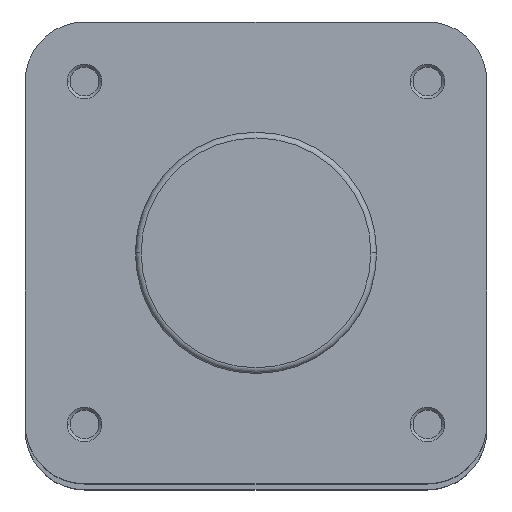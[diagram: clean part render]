
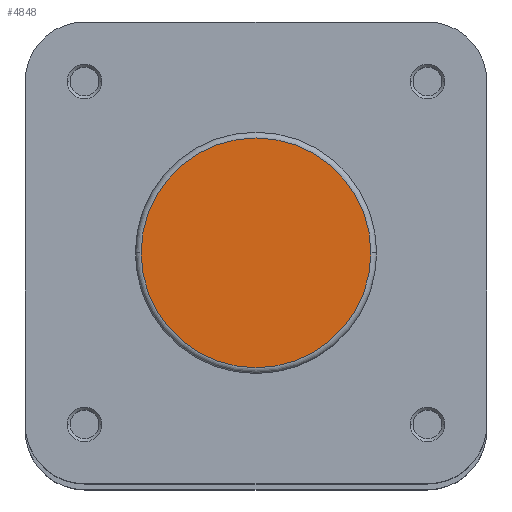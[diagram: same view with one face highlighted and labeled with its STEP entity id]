
A CAD part, top view. The second image highlights one B-rep face of the part: STEP entity #4848.
In plain terms, the highlighted planar face has unit normal (0, 0, 1).
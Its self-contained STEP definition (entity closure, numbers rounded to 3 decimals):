
#245 = CIRCLE ( 'NONE', #1535, 19.9 ) ;
#322 = CIRCLE ( 'NONE', #1559, 19.9 ) ;
#1085 = EDGE_CURVE ( 'NONE', #4418, #4416, #245, .T. ) ;
#1137 = EDGE_CURVE ( 'NONE', #4416, #4418, #322, .T. ) ;
#1535 = AXIS2_PLACEMENT_3D ( 'NONE', #4226, #4225, #4224 ) ;
#1559 = AXIS2_PLACEMENT_3D ( 'NONE', #1924, #1931, #1932 ) ;
#1924 = CARTESIAN_POINT ( 'NONE',  ( 0., 0., 0. ) ) ;
#1931 = DIRECTION ( 'NONE',  ( 0., 0., 1. ) ) ;
#1932 = DIRECTION ( 'NONE',  ( -1., 0., 0. ) ) ;
#2953 = CARTESIAN_POINT ( 'NONE',  ( -19.9, 0., 0. ) ) ;
#2955 = CARTESIAN_POINT ( 'NONE',  ( 19.9, 0., 0. ) ) ;
#3221 = ORIENTED_EDGE ( 'NONE', *, *, #1085, .T. ) ;
#3222 = ORIENTED_EDGE ( 'NONE', *, *, #1137, .T. ) ;
#4107 = EDGE_LOOP ( 'NONE', ( #3222, #3221 ) ) ;
#4224 = DIRECTION ( 'NONE',  ( -1., 0., 0. ) ) ;
#4225 = DIRECTION ( 'NONE',  ( 0., 0., 1. ) ) ;
#4226 = CARTESIAN_POINT ( 'NONE',  ( 0., 0., 0. ) ) ;
#4416 = VERTEX_POINT ( 'NONE', #2953 ) ;
#4418 = VERTEX_POINT ( 'NONE', #2955 ) ;
#4848 = ADVANCED_FACE ( 'NONE', ( #6166 ), #5704, .F. ) ;
#5704 = PLANE ( 'NONE',  #6342 ) ;
#5707 = CARTESIAN_POINT ( 'NONE',  ( 0., 20.9, 0. ) ) ;
#5713 = DIRECTION ( 'NONE',  ( 0., 0., -1. ) ) ;
#5714 = DIRECTION ( 'NONE',  ( -1., 0., 0. ) ) ;
#6166 = FACE_OUTER_BOUND ( 'NONE', #4107, .T. ) ;
#6342 = AXIS2_PLACEMENT_3D ( 'NONE', #5707, #5713, #5714 ) ;
